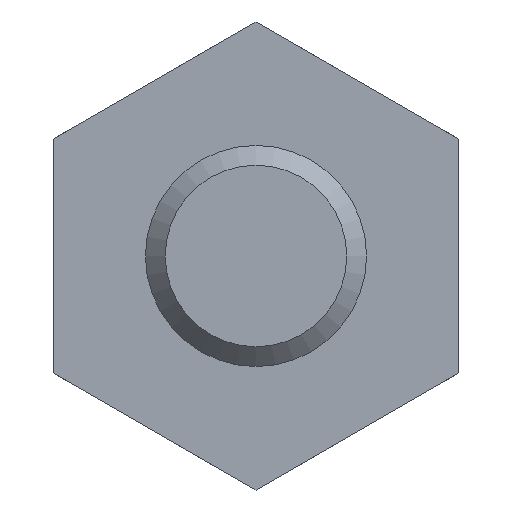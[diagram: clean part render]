
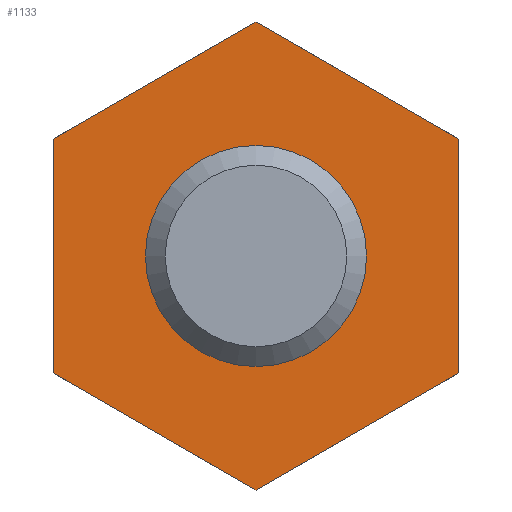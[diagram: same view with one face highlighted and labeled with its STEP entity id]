
A CAD part, front view. The second image highlights one B-rep face of the part: STEP entity #1133.
In plain terms, the highlighted planar face has unit normal (0, -1, 0).
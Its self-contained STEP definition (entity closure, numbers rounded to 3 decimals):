
#1133 = ADVANCED_FACE( '', ( #2342, #2343 ), #2344, .F. );
#2342 = FACE_BOUND( '', #3624, .T. );
#2343 = FACE_OUTER_BOUND( '', #3625, .T. );
#2344 = PLANE( '', #3626 );
#3624 = EDGE_LOOP( '', ( #7102 ) );
#3625 = EDGE_LOOP( '', ( #7103, #7104, #7105, #7106, #7107, #7108 ) );
#3626 = AXIS2_PLACEMENT_3D( '', #7109, #7110, #7111 );
#7102 = ORIENTED_EDGE( '', *, *, #9261, .F. );
#7103 = ORIENTED_EDGE( '', *, *, #9557, .T. );
#7104 = ORIENTED_EDGE( '', *, *, #8892, .T. );
#7105 = ORIENTED_EDGE( '', *, *, #9380, .T. );
#7106 = ORIENTED_EDGE( '', *, *, #9213, .T. );
#7107 = ORIENTED_EDGE( '', *, *, #9329, .T. );
#7108 = ORIENTED_EDGE( '', *, *, #8512, .T. );
#7109 = CARTESIAN_POINT( '', ( 13.6, 0., 0. ) );
#7110 = DIRECTION( '', ( 0., 1., 0. ) );
#7111 = DIRECTION( '', ( 0., 0., 1. ) );
#8512 = EDGE_CURVE( '', #10523, #10521, #10524, .T. );
#8892 = EDGE_CURVE( '', #11151, #11149, #11152, .T. );
#9213 = EDGE_CURVE( '', #11610, #11608, #11611, .T. );
#9261 = EDGE_CURVE( '', #11671, #11671, #11672, .T. );
#9329 = EDGE_CURVE( '', #11608, #10523, #11762, .T. );
#9380 = EDGE_CURVE( '', #11149, #11610, #11827, .T. );
#9557 = EDGE_CURVE( '', #10521, #11151, #12039, .T. );
#10521 = VERTEX_POINT( '', #13386 );
#10523 = VERTEX_POINT( '', #13389 );
#10524 = LINE( '', #13390, #13391 );
#11149 = VERTEX_POINT( '', #14302 );
#11151 = VERTEX_POINT( '', #14305 );
#11152 = LINE( '', #14306, #14307 );
#11608 = VERTEX_POINT( '', #14999 );
#11610 = VERTEX_POINT( '', #15002 );
#11611 = LINE( '', #15003, #15004 );
#11671 = VERTEX_POINT( '', #15090 );
#11672 = CIRCLE( '', #15091, 4.8 );
#11762 = LINE( '', #15221, #15222 );
#11827 = LINE( '', #15320, #15321 );
#12039 = LINE( '', #15635, #15636 );
#13386 = CARTESIAN_POINT( '', ( 0., 0., 12.702 ) );
#13389 = CARTESIAN_POINT( '', ( 11., 0., 6.351 ) );
#13390 = CARTESIAN_POINT( '', ( 15.7, 0., 3.637 ) );
#13391 = VECTOR( '', #16268, 1000. );
#14302 = CARTESIAN_POINT( '', ( -11., 0., -6.351 ) );
#14305 = CARTESIAN_POINT( '', ( -11., 0., 6.351 ) );
#14306 = CARTESIAN_POINT( '', ( -11., 0., 0. ) );
#14307 = VECTOR( '', #16608, 1000. );
#14999 = CARTESIAN_POINT( '', ( 11., 0., -6.351 ) );
#15002 = CARTESIAN_POINT( '', ( 0., 0., -12.702 ) );
#15003 = CARTESIAN_POINT( '', ( 15.7, 0., -3.637 ) );
#15004 = VECTOR( '', #16898, 1000. );
#15090 = CARTESIAN_POINT( '', ( 0., 0., -4.8 ) );
#15091 = AXIS2_PLACEMENT_3D( '', #16946, #16947, #16948 );
#15221 = CARTESIAN_POINT( '', ( 11., 0., 0. ) );
#15222 = VECTOR( '', #17019, 1000. );
#15320 = CARTESIAN_POINT( '', ( 4.7, 0., -15.415 ) );
#15321 = VECTOR( '', #17062, 1000. );
#15635 = CARTESIAN_POINT( '', ( 4.7, 0., 15.415 ) );
#15636 = VECTOR( '', #17204, 1000. );
#16268 = DIRECTION( '', ( -0.866, 0., 0.5 ) );
#16608 = DIRECTION( '', ( 0., 0., -1. ) );
#16898 = DIRECTION( '', ( 0.866, 0., 0.5 ) );
#16946 = CARTESIAN_POINT( '', ( 0., 0., 0. ) );
#16947 = DIRECTION( '', ( 0., -1., 0. ) );
#16948 = DIRECTION( '', ( 0., 0., -1. ) );
#17019 = DIRECTION( '', ( 0., 0., 1. ) );
#17062 = DIRECTION( '', ( 0.866, 0., -0.5 ) );
#17204 = DIRECTION( '', ( -0.866, 0., -0.5 ) );
